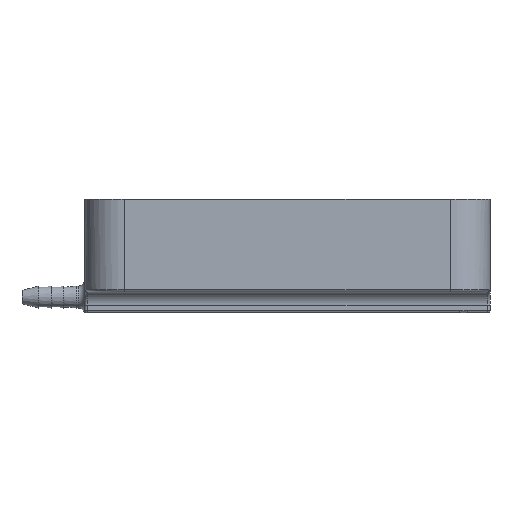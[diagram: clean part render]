
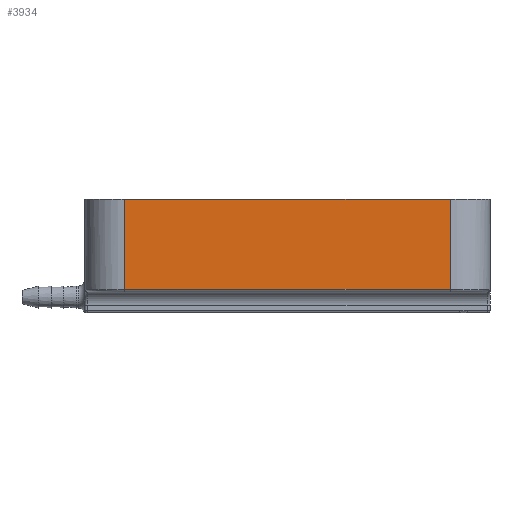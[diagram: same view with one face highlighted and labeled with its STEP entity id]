
A CAD part, front view. The second image highlights one B-rep face of the part: STEP entity #3934.
In plain terms, the highlighted planar face has unit normal (0, -1, 0).
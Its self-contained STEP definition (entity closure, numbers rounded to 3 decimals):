
#250=PLANE('',#4338);
#427=FACE_OUTER_BOUND('',#681,.T.);
#681=EDGE_LOOP('',(#3282,#3283,#3284,#3285));
#1200=LINE('',#6771,#1502);
#1228=LINE('',#7466,#1530);
#1229=LINE('',#7470,#1531);
#1230=LINE('',#7471,#1532);
#1502=VECTOR('',#5228,10.);
#1530=VECTOR('',#5352,10.);
#1531=VECTOR('',#5357,10.);
#1532=VECTOR('',#5358,10.);
#1854=VERTEX_POINT('',#6768);
#1855=VERTEX_POINT('',#6770);
#1890=VERTEX_POINT('',#7465);
#1891=VERTEX_POINT('',#7469);
#2338=EDGE_CURVE('',#1855,#1854,#1200,.F.);
#2399=EDGE_CURVE('',#1855,#1890,#1228,.T.);
#2401=EDGE_CURVE('',#1890,#1891,#1229,.T.);
#2402=EDGE_CURVE('',#1891,#1854,#1230,.T.);
#3282=ORIENTED_EDGE('',*,*,#2401,.F.);
#3283=ORIENTED_EDGE('',*,*,#2399,.F.);
#3284=ORIENTED_EDGE('',*,*,#2338,.T.);
#3285=ORIENTED_EDGE('',*,*,#2402,.F.);
#3934=ADVANCED_FACE('',(#427),#250,.T.);
#4338=AXIS2_PLACEMENT_3D('',#7468,#5355,#5356);
#5228=DIRECTION('',(1.,0.,0.));
#5352=DIRECTION('',(0.,0.,-1.));
#5355=DIRECTION('center_axis',(0.,-1.,0.));
#5356=DIRECTION('ref_axis',(1.,0.,0.));
#5357=DIRECTION('',(-1.,0.,0.));
#5358=DIRECTION('',(0.,0.,1.));
#6768=CARTESIAN_POINT('',(-61.5,-26.5,17.));
#6770=CARTESIAN_POINT('',(61.5,-26.5,17.));
#6771=CARTESIAN_POINT('',(-38.25,-26.5,17.));
#7465=CARTESIAN_POINT('',(61.5,-26.5,-17.));
#7466=CARTESIAN_POINT('',(61.5,-26.5,-3.));
#7468=CARTESIAN_POINT('Origin',(-76.5,-26.5,-3.));
#7469=CARTESIAN_POINT('',(-61.5,-26.5,-17.));
#7470=CARTESIAN_POINT('',(-76.5,-26.5,-17.));
#7471=CARTESIAN_POINT('',(-61.5,-26.5,-3.));
